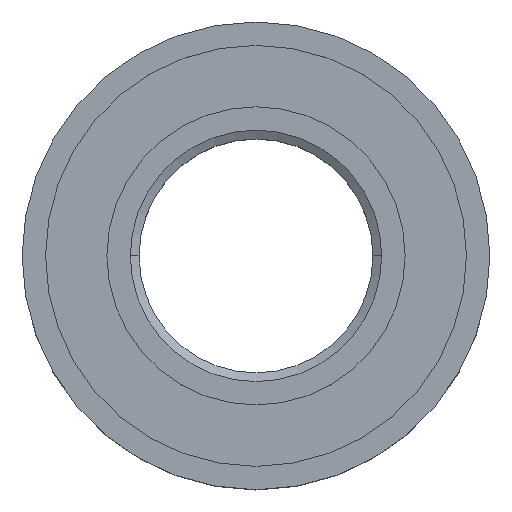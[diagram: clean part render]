
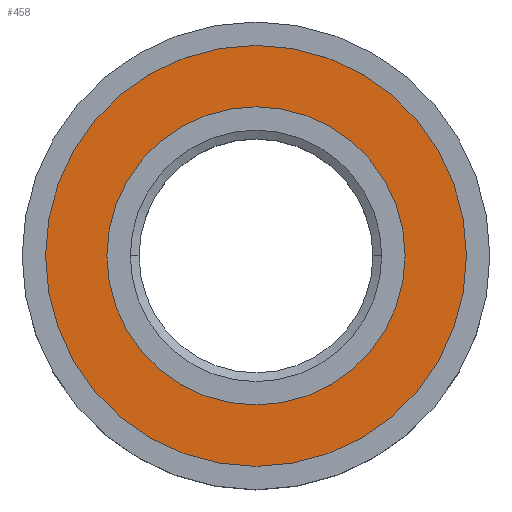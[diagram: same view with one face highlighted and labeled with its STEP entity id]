
A CAD part, top view. The second image highlights one B-rep face of the part: STEP entity #458.
In plain terms, the highlighted planar face has unit normal (0, 0, 1).
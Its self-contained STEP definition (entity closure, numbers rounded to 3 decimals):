
#2 = CARTESIAN_POINT ( 'NONE',  ( -7.2, 0., 4.8 ) ) ;
#20 = VERTEX_POINT ( 'NONE', #2 ) ;
#53 = ORIENTED_EDGE ( 'NONE', *, *, #386, .F. ) ;
#83 = VERTEX_POINT ( 'NONE', #190 ) ;
#107 = CIRCLE ( 'NONE', #135, 7.2 ) ;
#108 = AXIS2_PLACEMENT_3D ( 'NONE', #464, #461, #459 ) ;
#133 = AXIS2_PLACEMENT_3D ( 'NONE', #488, #486, #484 ) ;
#135 = AXIS2_PLACEMENT_3D ( 'NONE', #505, #500, #497 ) ;
#151 = AXIS2_PLACEMENT_3D ( 'NONE', #400, #584, #583 ) ;
#152 = AXIS2_PLACEMENT_3D ( 'NONE', #572, #574, #578 ) ;
#159 = FACE_OUTER_BOUND ( 'NONE', #362, .T. ) ;
#190 = CARTESIAN_POINT ( 'NONE',  ( -5.1, 0., 4.8 ) ) ;
#223 = CIRCLE ( 'NONE', #133, 5.1 ) ;
#227 = CIRCLE ( 'NONE', #151, 5.1 ) ;
#308 = CIRCLE ( 'NONE', #152, 7.2 ) ;
#333 = VERTEX_POINT ( 'NONE', #477 ) ;
#362 = EDGE_LOOP ( 'NONE', ( #620, #666 ) ) ;
#371 = EDGE_CURVE ( 'NONE', #20, #333, #308, .T. ) ;
#386 = EDGE_CURVE ( 'NONE', #608, #83, #227, .T. ) ;
#400 = CARTESIAN_POINT ( 'NONE',  ( 0., 0., 4.8 ) ) ;
#437 = EDGE_CURVE ( 'NONE', #333, #20, #107, .T. ) ;
#440 = EDGE_CURVE ( 'NONE', #83, #608, #223, .T. ) ;
#458 = ADVANCED_FACE ( 'NONE', ( #611, #159 ), #506, .T. ) ;
#459 = DIRECTION ( 'NONE',  ( 1., 0., 0. ) ) ;
#461 = DIRECTION ( 'NONE',  ( 0., 0., 1. ) ) ;
#464 = CARTESIAN_POINT ( 'NONE',  ( 0., 0., 4.8 ) ) ;
#477 = CARTESIAN_POINT ( 'NONE',  ( 7.2, 0., 4.8 ) ) ;
#484 = DIRECTION ( 'NONE',  ( 1., 0., 0. ) ) ;
#486 = DIRECTION ( 'NONE',  ( 0., 0., 1. ) ) ;
#488 = CARTESIAN_POINT ( 'NONE',  ( 0., 0., 4.8 ) ) ;
#497 = DIRECTION ( 'NONE',  ( 1., 0., 0. ) ) ;
#500 = DIRECTION ( 'NONE',  ( 0., 0., 1. ) ) ;
#504 = CARTESIAN_POINT ( 'NONE',  ( 5.1, 0., 4.8 ) ) ;
#505 = CARTESIAN_POINT ( 'NONE',  ( 0., 0., 4.8 ) ) ;
#506 = PLANE ( 'NONE',  #108 ) ;
#513 = EDGE_LOOP ( 'NONE', ( #53, #648 ) ) ;
#572 = CARTESIAN_POINT ( 'NONE',  ( 0., 0., 4.8 ) ) ;
#574 = DIRECTION ( 'NONE',  ( 0., 0., 1. ) ) ;
#578 = DIRECTION ( 'NONE',  ( 1., 0., 0. ) ) ;
#583 = DIRECTION ( 'NONE',  ( 1., 0., 0. ) ) ;
#584 = DIRECTION ( 'NONE',  ( 0., 0., 1. ) ) ;
#608 = VERTEX_POINT ( 'NONE', #504 ) ;
#611 = FACE_BOUND ( 'NONE', #513, .T. ) ;
#620 = ORIENTED_EDGE ( 'NONE', *, *, #437, .T. ) ;
#648 = ORIENTED_EDGE ( 'NONE', *, *, #440, .F. ) ;
#666 = ORIENTED_EDGE ( 'NONE', *, *, #371, .T. ) ;
